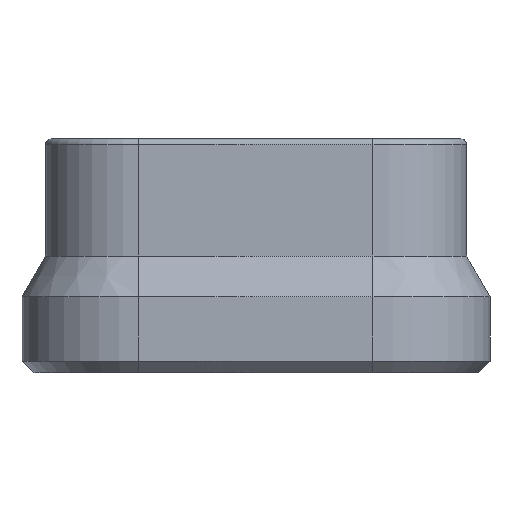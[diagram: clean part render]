
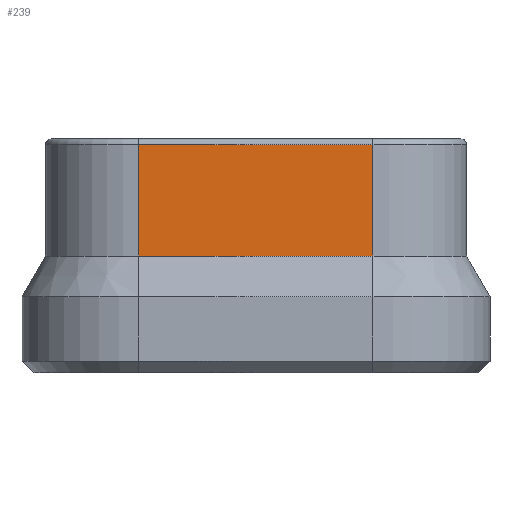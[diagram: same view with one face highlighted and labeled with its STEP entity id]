
A CAD part, left-side view. The second image highlights one B-rep face of the part: STEP entity #239.
In plain terms, the highlighted planar face has unit normal (-1, 0, 0).
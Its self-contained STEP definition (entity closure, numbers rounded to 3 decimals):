
#239=ADVANCED_FACE('',(#858),#860,.T.);
#858=FACE_BOUND('',#859,.T.);
#859=EDGE_LOOP('',(#1922,#1923,#1924,#1925));
#860=PLANE('',#861);
#861=AXIS2_PLACEMENT_3D('',#862,#863,#864);
#862=CARTESIAN_POINT('',(-9.,5.,5.));
#863=DIRECTION('',(-1.,0.,0.));
#864=DIRECTION('',(0.,-1.,0.));
#1922=ORIENTED_EDGE('',*,*,#2542,.F.);
#1923=ORIENTED_EDGE('',*,*,#2538,.F.);
#1924=ORIENTED_EDGE('',*,*,#2561,.T.);
#1925=ORIENTED_EDGE('',*,*,#2546,.T.);
#2538=EDGE_CURVE('',#2998,#2996,#3000,.T.);
#2542=EDGE_CURVE('',#2996,#3004,#3005,.T.);
#2546=EDGE_CURVE('',#3010,#3004,#3011,.T.);
#2561=EDGE_CURVE('',#2998,#3010,#3033,.T.);
#2996=VERTEX_POINT('',#4012);
#2998=VERTEX_POINT('',#4017);
#3000=LINE('',#4022,#4023);
#3004=VERTEX_POINT('',#4037);
#3005=LINE('',#4038,#4039);
#3010=VERTEX_POINT('',#4054);
#3011=LINE('',#4055,#4056);
#3033=LINE('',#4111,#4112);
#4012=CARTESIAN_POINT('',(-9.,5.,9.75));
#4017=CARTESIAN_POINT('',(-9.,5.,5.));
#4022=CARTESIAN_POINT('',(-9.,5.,5.));
#4023=VECTOR('',#4024,1.);
#4024=DIRECTION('',(0.,0.,1.));
#4037=CARTESIAN_POINT('',(-9.,-5.,9.75));
#4038=CARTESIAN_POINT('',(-9.,5.,9.75));
#4039=VECTOR('',#4040,1.);
#4040=DIRECTION('',(0.,-1.,0.));
#4054=CARTESIAN_POINT('',(-9.,-5.,5.));
#4055=CARTESIAN_POINT('',(-9.,-5.,5.));
#4056=VECTOR('',#4057,1.);
#4057=DIRECTION('',(0.,0.,1.));
#4111=CARTESIAN_POINT('',(-9.,5.,5.));
#4112=VECTOR('',#4113,1.);
#4113=DIRECTION('',(0.,-1.,0.));
